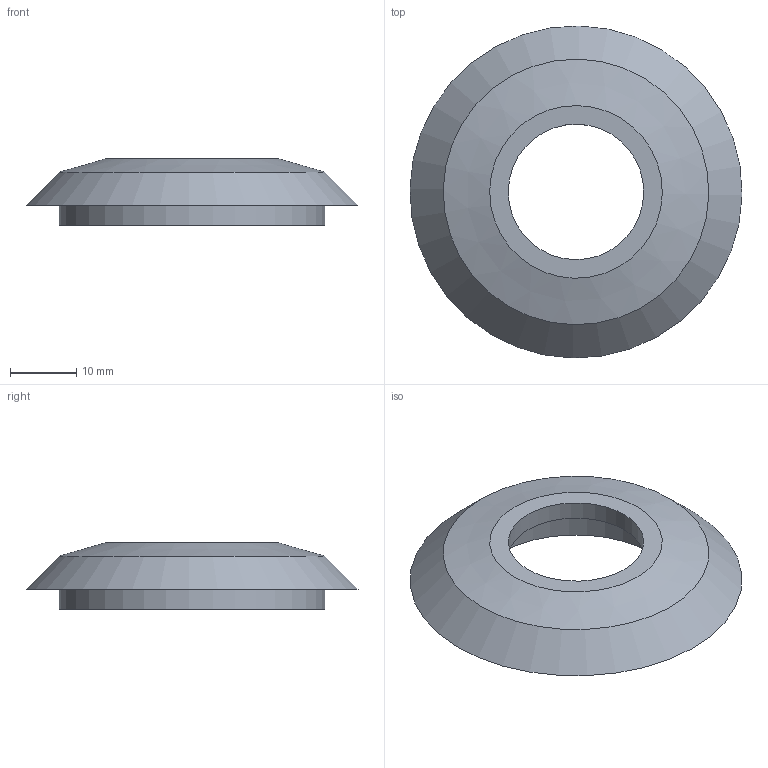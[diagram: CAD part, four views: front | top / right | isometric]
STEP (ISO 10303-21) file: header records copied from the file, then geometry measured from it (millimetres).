
FILE_DESCRIPTION(/* description */ (''),/* implementation_level */ '2;1');
FILE_NAME(/* name */ 'Ring.step',/* time_stamp */ '2024-09-26T14:33:54+02:00',/* author */ (''),/* organization */ (''),/* preprocessor_version */ 'ST-DEVELOPER v20',/* originating_system */ 'Autodesk Translation Framework v13.14.0.145',/* authorisation */ '');
FILE_SCHEMA (('AUTOMOTIVE_DESIGN { 1 0 10303 214 3 1 1 }'));
Length unit declared in the file: millimetre
Products named in the file (3): Samenstelling; Rotatieschijf; Component5
Assembly tree (2 placements, depth 3):
  Samenstelling
    Rotatieschijf
      Component5
Bounding box: 49.99 x 49.99 x 10 mm (x, y, z)
Volume: 6839.9 mm3; surface area: 4871.6 mm2
Topology: 1 solids, 1 shells, 11 faces, 17 edges, 11 vertices
Faces by surface type: plane 5, cylinder 4, cone 2
Full cylindrical faces by diameter (mm): 20.4 x1, 26 x1, 32 x1, 40 x1
Entity records: 338 total; most frequent: DIRECTION 60, CARTESIAN_POINT 44, ORIENTED_EDGE 34, AXIS2_PLACEMENT_3D 27, EDGE_CURVE 17, EDGE_LOOP 16, FACE_OUTER_BOUND 11, CIRCLE 11
